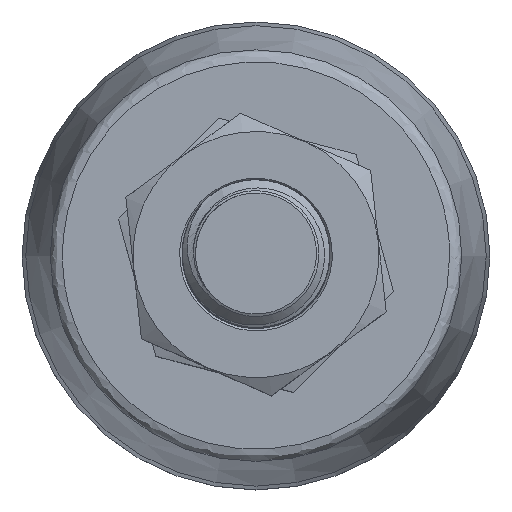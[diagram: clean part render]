
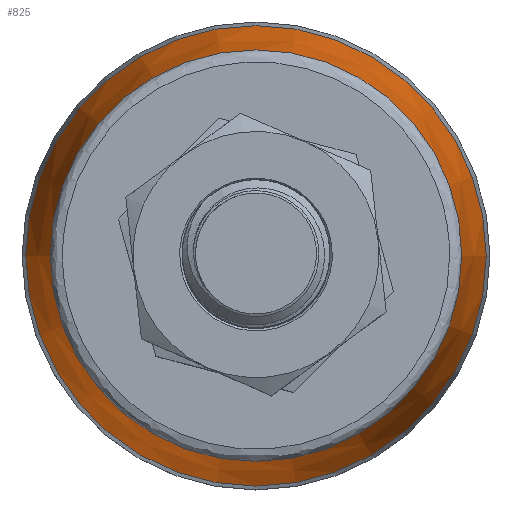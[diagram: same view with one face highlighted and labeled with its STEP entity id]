
A CAD part, top view. The second image highlights one B-rep face of the part: STEP entity #825.
In plain terms, the highlighted conical face has half-angle 10 degrees and reference radius 9.348 mm.
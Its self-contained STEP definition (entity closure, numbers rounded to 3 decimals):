
#337 = CARTESIAN_POINT ( 'NONE',  ( 0., 0., 9.487 ) ) ;
#825 = ADVANCED_FACE ( 'NONE', ( #6536, #6029 ), #18875, .T. ) ;
#3387 = AXIS2_PLACEMENT_3D ( 'NONE', #16989, #17325, #3499 ) ;
#3499 = DIRECTION ( 'NONE',  ( 0., 1., 0. ) ) ;
#5470 = CIRCLE ( 'NONE', #14086, 8.356 ) ;
#6029 = FACE_OUTER_BOUND ( 'NONE', #30243, .T. ) ;
#6536 = FACE_BOUND ( 'NONE', #29030, .T. ) ;
#7778 = AXIS2_PLACEMENT_3D ( 'NONE', #26446, #28958, #14959 ) ;
#11298 = DIRECTION ( 'NONE',  ( 0., 0., -1. ) ) ;
#11490 = VERTEX_POINT ( 'NONE', #28716 ) ;
#12145 = ORIENTED_EDGE ( 'NONE', *, *, #23460, .T. ) ;
#12185 = CARTESIAN_POINT ( 'NONE',  ( -9.348, 0., 3.862 ) ) ;
#14086 = AXIS2_PLACEMENT_3D ( 'NONE', #337, #11298, #16517 ) ;
#14959 = DIRECTION ( 'NONE',  ( -1., 0., 0. ) ) ;
#16517 = DIRECTION ( 'NONE',  ( -1., 0., 0. ) ) ;
#16989 = CARTESIAN_POINT ( 'NONE',  ( 0., 0., 3.862 ) ) ;
#17325 = DIRECTION ( 'NONE',  ( 0., 0., -1. ) ) ;
#17375 = ORIENTED_EDGE ( 'NONE', *, *, #20616, .T. ) ;
#18875 = CONICAL_SURFACE ( 'NONE', #3387, 9.348, 0.175 ) ;
#19920 = VERTEX_POINT ( 'NONE', #12185 ) ;
#20616 = EDGE_CURVE ( 'NONE', #11490, #11490, #5470, .T. ) ;
#23256 = CIRCLE ( 'NONE', #7778, 9.348 ) ;
#23460 = EDGE_CURVE ( 'NONE', #19920, #19920, #23256, .T. ) ;
#26446 = CARTESIAN_POINT ( 'NONE',  ( 0., 0., 3.862 ) ) ;
#28716 = CARTESIAN_POINT ( 'NONE',  ( -8.356, 0., 9.487 ) ) ;
#28958 = DIRECTION ( 'NONE',  ( 0., 0., 1. ) ) ;
#29030 = EDGE_LOOP ( 'NONE', ( #17375 ) ) ;
#30243 = EDGE_LOOP ( 'NONE', ( #12145 ) ) ;
